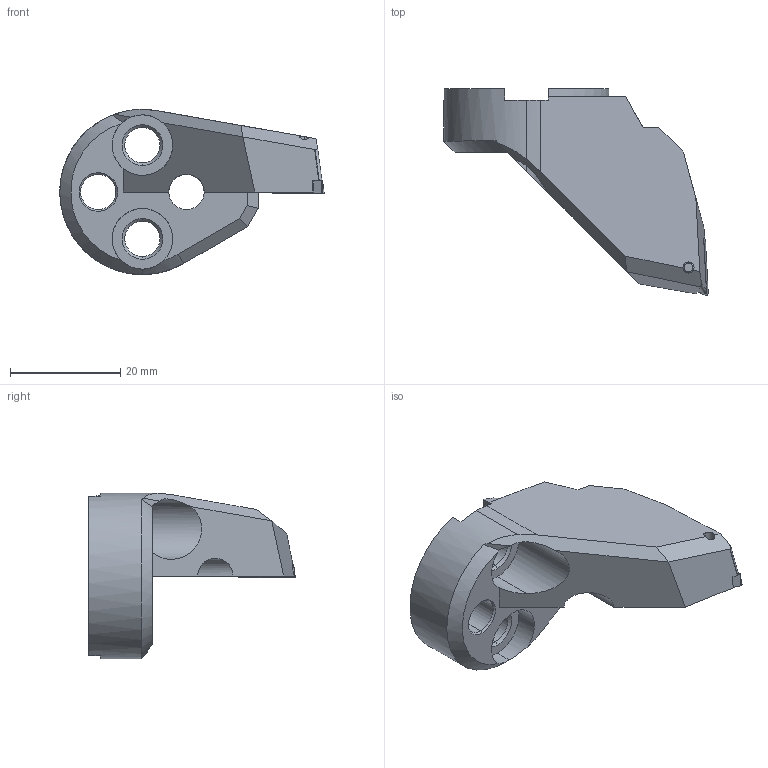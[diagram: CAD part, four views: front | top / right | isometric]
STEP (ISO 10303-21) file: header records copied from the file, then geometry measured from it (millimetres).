
FILE_DESCRIPTION(('no description'),'unknown implementation level');
FILE_NAME('05C3BB31-5E54-4BA3-A9A0-5335C065EB1F_export.stp',' ',('CIMSOURCE GmbH'),('CADClick - KiM GmbH - www.kimweb.de'),'unknown preprocess','ACIS','unknown authorization');
FILE_SCHEMA(('automotive_design'));
Length unit declared in the file: millimetre
Products named in the file (4): 626.910 Kaiser EK 128-152 TC11|694.122 Kaiser ETL M2.5x6.5 T7 IP 10S;Kreismuster1; 626.910 Kaiser EK 128-152 TC11|655.383 Kaiser TCGT 110204 K10C;Kombinieren1; 626.910 Kaiser EK 128-152 TC11|626.910 Kaiser EK 128-152 TC11-1;Verrundung1; 626.910 Kaiser EK 128-152 TC11|626.910 Kaiser EK 128-152 TC11;N016.05 (TC 1102) PLS rechts Freistellung neutral[1]
Bounding box: 48 x 37.5 x 30 mm (x, y, z)
Volume: 13230.2 mm3; surface area: 5810.4 mm2
Topology: 4 solids, 4 shells, 155 faces, 390 edges, 244 vertices
Faces by surface type: plane 56, cylinder 50, cone 41, torus 8
Entity records: 9213 total; most frequent: CARTESIAN_POINT 881, DIRECTION 855, STYLED_ITEM 793, PRESENTATION_STYLE_ASSIGNMENT 793, COLOUR_RGB 793, ORIENTED_EDGE 780, EDGE_CURVE 390, CURVE_STYLE 390
